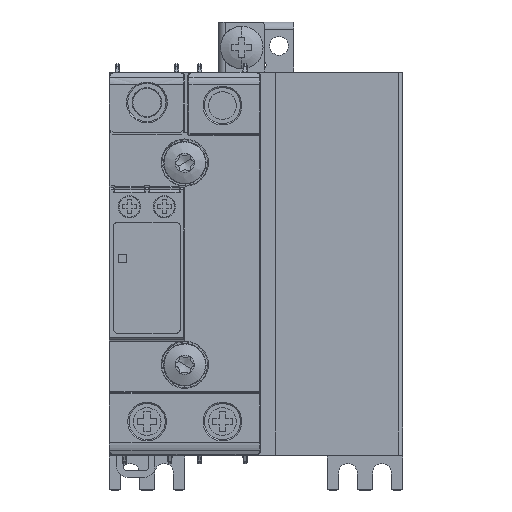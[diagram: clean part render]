
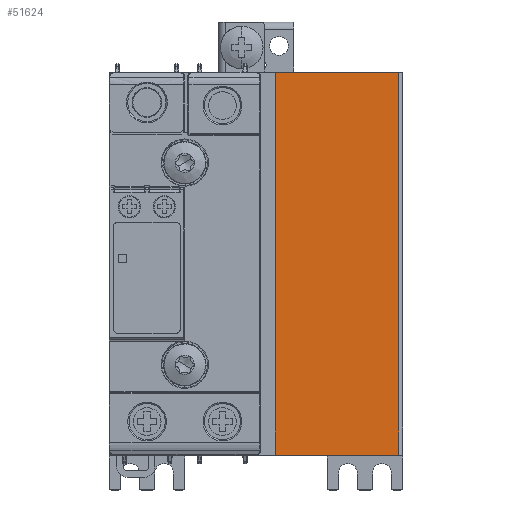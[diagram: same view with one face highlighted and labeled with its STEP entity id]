
A CAD part, top view. The second image highlights one B-rep face of the part: STEP entity #51624.
In plain terms, the highlighted planar face has unit normal (0, 0, 1).
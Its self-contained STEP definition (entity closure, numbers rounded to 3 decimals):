
#41322=CARTESIAN_POINT('',(4.55,45.,120.));
#41323=VERTEX_POINT('',#41322);
#41330=CARTESIAN_POINT('',(33.55,45.0,120.));
#41331=VERTEX_POINT('',#41330);
#41332=CARTESIAN_POINT('',(33.55,45.0,120.));
#41333=DIRECTION('',(-1.0,0.0,0.0));
#41334=VECTOR('',#41333,29.0);
#41335=LINE('',#41332,#41334);
#41336=EDGE_CURVE('',#41331,#41323,#41335,.T.);
#46440=CARTESIAN_POINT('',(4.55,-45.0,120.));
#46441=VERTEX_POINT('',#46440);
#48375=CARTESIAN_POINT('',(33.55,-45.,120.));
#48376=VERTEX_POINT('',#48375);
#48384=CARTESIAN_POINT('',(4.55,-45.0,120.));
#48385=DIRECTION('',(1.0,0.0,0.0));
#48386=VECTOR('',#48385,29.0);
#48387=LINE('',#48384,#48386);
#48388=EDGE_CURVE('',#46441,#48376,#48387,.T.);
#51599=CARTESIAN_POINT('',(4.55,45.,120.));
#51600=DIRECTION('',(0.0,-1.0,0.0));
#51601=VECTOR('',#51600,90.0);
#51602=LINE('',#51599,#51601);
#51603=EDGE_CURVE('',#46441,#41323,#51602,.F.);
#51608=CARTESIAN_POINT('',(5.55,45.0,120.));
#51609=DIRECTION('',(0.0,0.0,1.0));
#51610=DIRECTION('',(-1.0,0.0,0.0));
#51611=AXIS2_PLACEMENT_3D('',#51608,#51609,#51610);
#51612=PLANE('',#51611);
#51613=ORIENTED_EDGE('',*,*,#48388,.T.);
#51614=CARTESIAN_POINT('',(33.55,45.0,120.));
#51615=DIRECTION('',(0.0,-1.0,0.0));
#51616=VECTOR('',#51615,90.);
#51617=LINE('',#51614,#51616);
#51618=EDGE_CURVE('',#41331,#48376,#51617,.T.);
#51619=ORIENTED_EDGE('',*,*,#51618,.F.);
#51620=ORIENTED_EDGE('',*,*,#41336,.T.);
#51621=ORIENTED_EDGE('',*,*,#51603,.F.);
#51622=EDGE_LOOP('',(#51613,#51619,#51620,#51621));
#51623=FACE_OUTER_BOUND('',#51622,.T.);
#51624=ADVANCED_FACE('',(#51623),#51612,.T.);
